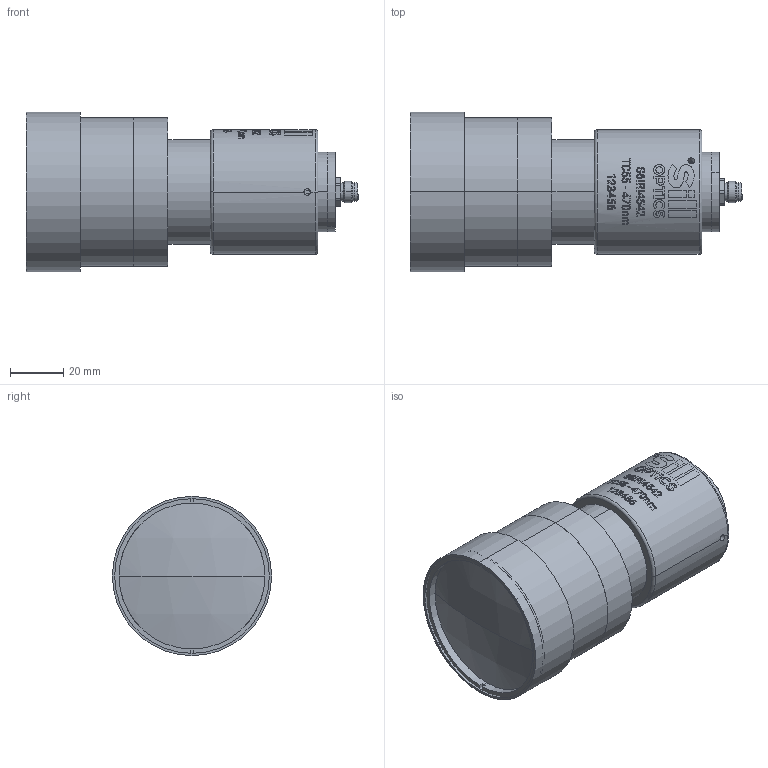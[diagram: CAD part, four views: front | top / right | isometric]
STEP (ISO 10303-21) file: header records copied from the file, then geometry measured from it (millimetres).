
FILE_DESCRIPTION (( 'STEP AP203' ), '1' );
FILE_NAME ('S6IRI454X.STEP', '2021-12-14T15:05:21', ( '' ), ( '' ), 'SwSTEP 2.0', 'SolidWorks 2021', '' );
FILE_SCHEMA (( 'CONFIG_CONTROL_DESIGN' ));
Length unit declared in the file: millimetre
Products named in the file (22): 111504; DIN 913 - M3 x 6-N_DIN 913 - M3 x 6-N; 122501; S6IRI454X; S5LDX1481; 590502_ohne LED; 122503; DIN 913 - M3 x 4-N_DIN 913 - M3 x 4-N; 590501; S5LDX1480; 595802_S6IRI454X; 590503_ohne LED; 111505; DIN 913 - M3 x 2-N_DIN 913 - M3 x 2-N; 352306; 128009; 590504; S5LAO1480; DIN 912 M2 x 5 --- 5N_DIN 912 M2 x 5 --- 5N; S5LED0071; S5LDK1480; 590505
Assembly tree (29 placements, depth 4):
  S6IRI454X
    122501
      S5LDX1481
      S5LAO1480
        S5LDX1480
        S5LDK1480
      111504
      111505
      122503
    128009
    590501
      S5LED0071
      590502_ohne LED
      590503_ohne LED
      590504
      590505
      352306
      DIN 912 M2 x 5 --- 5N_DIN 912 M2 x 5 --- 5N  x5
      DIN 913 - M3 x 4-N_DIN 913 - M3 x 4-N  x3
    595802_S6IRI454X
    DIN 913 - M3 x 6-N_DIN 913 - M3 x 6-N  x3
    DIN 913 - M3 x 2-N_DIN 913 - M3 x 2-N
Bounding box: 125.12 x 60 x 60 mm (x, y, z)
Volume: 143962.3 mm3; surface area: 82738.2 mm2
Topology: 25 solids, 71 shells, 1477 faces, 4032 edges, 2759 vertices
Faces by surface type: plane 514, bspline 458, cylinder 338, cone 113, torus 42, sphere 12
Entity records: 51383 total; most frequent: CARTESIAN_POINT 17766, ORIENTED_EDGE 7240, DIRECTION 5021, EDGE_CURVE 3650, VERTEX_POINT 2547, VECTOR 1681, LINE 1681, AXIS2_PLACEMENT_3D 1670
